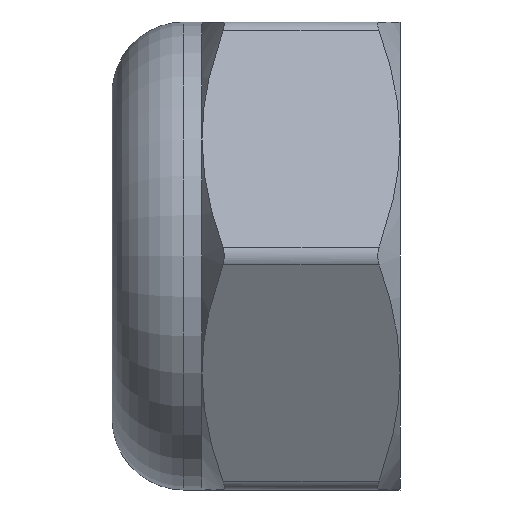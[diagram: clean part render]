
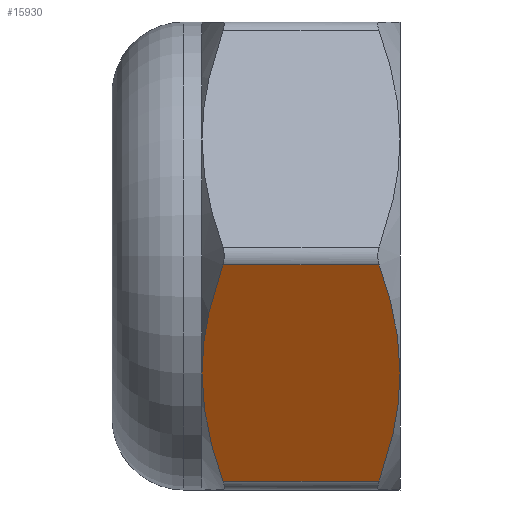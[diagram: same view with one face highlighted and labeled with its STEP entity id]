
A CAD part, left-side view. The second image highlights one B-rep face of the part: STEP entity #15930.
In plain terms, the highlighted planar face has unit normal (-0.866, 0, -0.5).
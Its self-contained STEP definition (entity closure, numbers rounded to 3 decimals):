
#175 = CARTESIAN_POINT ( 'NONE',  ( -4.895, 2.645, -4.522 ) ) ;
#753 = CARTESIAN_POINT ( 'NONE',  ( -5.629, 2.75, -3.25 ) ) ;
#1076 = B_SPLINE_CURVE_WITH_KNOTS ( 'NONE', 3,
 ( #8892, #6537, #15479, #1273, #175, #1329, #12698, #1379 ),
 .UNSPECIFIED., .F., .F.,
 ( 4, 2, 2, 4 ),
 ( 0.004, 0.005, 0.006, 0.007 ),
 .UNSPECIFIED. ) ;
#1107 = B_SPLINE_CURVE_WITH_KNOTS ( 'NONE', 3,
 ( #7056, #3275, #2019, #753 ),
 .UNSPECIFIED., .F., .F.,
 ( 4, 4 ),
 ( 0., 0.004 ),
 .UNSPECIFIED. ) ;
#1143 = CARTESIAN_POINT ( 'NONE',  ( -5.629, -2.75, -3.25 ) ) ;
#1273 = CARTESIAN_POINT ( 'NONE',  ( -5.04, 2.684, -4.27 ) ) ;
#1329 = CARTESIAN_POINT ( 'NONE',  ( -4.462, 2.494, -5.271 ) ) ;
#1379 = CARTESIAN_POINT ( 'NONE',  ( -3.897, 2.173, -6.25 ) ) ;
#1966 = CARTESIAN_POINT ( 'NONE',  ( -5.629, -2.75, -3.25 ) ) ;
#2019 = CARTESIAN_POINT ( 'NONE',  ( -6.222, 2.75, -2.223 ) ) ;
#2578 = CARTESIAN_POINT ( 'NONE',  ( -3.897, 2.75, -6.25 ) ) ;
#2682 = VECTOR ( 'NONE', #10314, 1000. ) ;
#2792 = VERTEX_POINT ( 'NONE', #7921 ) ;
#3050 = LINE ( 'NONE', #3072, #13652 ) ;
#3072 = CARTESIAN_POINT ( 'NONE',  ( -7.361, 2.75, -0.25 ) ) ;
#3275 = CARTESIAN_POINT ( 'NONE',  ( -6.797, 2.527, -1.227 ) ) ;
#3455 = ORIENTED_EDGE ( 'NONE', *, *, #15730, .T. ) ;
#3715 = DIRECTION ( 'NONE',  ( 0.866, 0., 0.5 ) ) ;
#3749 = VERTEX_POINT ( 'NONE', #5720 ) ;
#3796 = CARTESIAN_POINT ( 'NONE',  ( -7.361, 2.173, -0.25 ) ) ;
#3855 = VERTEX_POINT ( 'NONE', #3796 ) ;
#4095 = B_SPLINE_CURVE_WITH_KNOTS ( 'NONE', 3,
 ( #4455, #10818, #8305, #1966 ),
 .UNSPECIFIED., .F., .F.,
 ( 4, 4 ),
 ( 0., 0.004 ),
 .UNSPECIFIED. ) ;
#4222 = CARTESIAN_POINT ( 'NONE',  ( -3.897, 2.173, -6.25 ) ) ;
#4231 = EDGE_LOOP ( 'NONE', ( #8864, #5745, #3455, #9863, #9521, #16498 ) ) ;
#4260 = VERTEX_POINT ( 'NONE', #1143 ) ;
#4455 = CARTESIAN_POINT ( 'NONE',  ( -3.897, -2.173, -6.25 ) ) ;
#5418 = CARTESIAN_POINT ( 'NONE',  ( -5.925, -2.736, -2.738 ) ) ;
#5720 = CARTESIAN_POINT ( 'NONE',  ( -3.897, -2.173, -6.25 ) ) ;
#5745 = ORIENTED_EDGE ( 'NONE', *, *, #11423, .T. ) ;
#6277 = VERTEX_POINT ( 'NONE', #16098 ) ;
#6430 = PLANE ( 'NONE',  #12211 ) ;
#6445 = EDGE_CURVE ( 'NONE', #6461, #3749, #7286, .T. ) ;
#6461 = VERTEX_POINT ( 'NONE', #4222 ) ;
#6537 = CARTESIAN_POINT ( 'NONE',  ( -5.482, 2.75, -3.505 ) ) ;
#6641 = CARTESIAN_POINT ( 'NONE',  ( -5.776, -2.75, -2.995 ) ) ;
#6696 = CARTESIAN_POINT ( 'NONE',  ( -6.796, -2.494, -1.229 ) ) ;
#7056 = CARTESIAN_POINT ( 'NONE',  ( -7.361, 2.173, -0.25 ) ) ;
#7286 = LINE ( 'NONE', #2578, #2682 ) ;
#7921 = CARTESIAN_POINT ( 'NONE',  ( -7.361, -2.173, -0.25 ) ) ;
#8031 = CARTESIAN_POINT ( 'NONE',  ( -6.218, -2.684, -2.23 ) ) ;
#8105 = EDGE_CURVE ( 'NONE', #4260, #2792, #12433, .T. ) ;
#8305 = CARTESIAN_POINT ( 'NONE',  ( -5.036, -2.75, -4.277 ) ) ;
#8864 = ORIENTED_EDGE ( 'NONE', *, *, #8105, .T. ) ;
#8892 = CARTESIAN_POINT ( 'NONE',  ( -5.629, 2.75, -3.25 ) ) ;
#9001 = DIRECTION ( 'NONE',  ( 0.5, 0., -0.866 ) ) ;
#9165 = CARTESIAN_POINT ( 'NONE',  ( -5.629, -2.75, -3.25 ) ) ;
#9175 = EDGE_CURVE ( 'NONE', #6277, #6461, #1076, .T. ) ;
#9276 = CARTESIAN_POINT ( 'NONE',  ( -7.361, -2.173, -0.25 ) ) ;
#9521 = ORIENTED_EDGE ( 'NONE', *, *, #6445, .T. ) ;
#9863 = ORIENTED_EDGE ( 'NONE', *, *, #9175, .T. ) ;
#10314 = DIRECTION ( 'NONE',  ( 0., -1., 0. ) ) ;
#10436 = FACE_OUTER_BOUND ( 'NONE', #4231, .T. ) ;
#10818 = CARTESIAN_POINT ( 'NONE',  ( -4.461, -2.527, -5.273 ) ) ;
#11423 = EDGE_CURVE ( 'NONE', #2792, #3855, #3050, .T. ) ;
#12211 = AXIS2_PLACEMENT_3D ( 'NONE', #15380, #3715, #9001 ) ;
#12334 = EDGE_CURVE ( 'NONE', #3749, #4260, #4095, .T. ) ;
#12433 = B_SPLINE_CURVE_WITH_KNOTS ( 'NONE', 3,
 ( #9165, #6641, #5418, #8031, #14374, #6696, #15650, #9276 ),
 .UNSPECIFIED., .F., .F.,
 ( 4, 2, 2, 4 ),
 ( 0.004, 0.005, 0.006, 0.007 ),
 .UNSPECIFIED. ) ;
#12698 = CARTESIAN_POINT ( 'NONE',  ( -4.178, 2.349, -5.763 ) ) ;
#13652 = VECTOR ( 'NONE', #16105, 1000. ) ;
#14374 = CARTESIAN_POINT ( 'NONE',  ( -6.363, -2.645, -1.978 ) ) ;
#15380 = CARTESIAN_POINT ( 'NONE',  ( -3.753, 2.75, -6.5 ) ) ;
#15479 = CARTESIAN_POINT ( 'NONE',  ( -5.333, 2.736, -3.762 ) ) ;
#15650 = CARTESIAN_POINT ( 'NONE',  ( -7.08, -2.349, -0.737 ) ) ;
#15730 = EDGE_CURVE ( 'NONE', #3855, #6277, #1107, .T. ) ;
#15930 = ADVANCED_FACE ( 'NONE', ( #10436 ), #6430, .F. ) ;
#16098 = CARTESIAN_POINT ( 'NONE',  ( -5.629, 2.75, -3.25 ) ) ;
#16105 = DIRECTION ( 'NONE',  ( 0., 1., 0. ) ) ;
#16498 = ORIENTED_EDGE ( 'NONE', *, *, #12334, .T. ) ;
